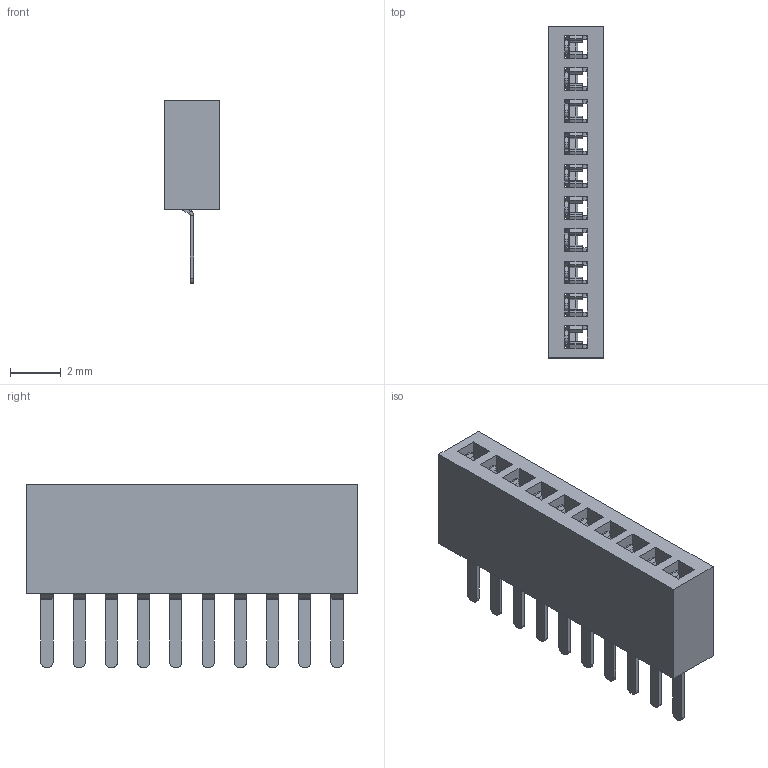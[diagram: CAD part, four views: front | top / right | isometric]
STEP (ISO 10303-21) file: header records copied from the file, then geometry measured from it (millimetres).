
FILE_DESCRIPTION(('FreeCAD Model'),'2;1');
FILE_NAME('socket1x14.step','2016-10-26T12:50:49',('Author'),(''), 'Open CASCADE STEP processor 6.8','FreeCAD','Unknown');
FILE_SCHEMA(('AUTOMOTIVE_DESIGN_CC2 { 1 2 10303 214 -1 1 5 4 }'));
Length unit declared in the file: millimetre
Products named in the file (2): ASSEMBLY; socket1x14
Assembly tree (1 placements, depth 2):
  ASSEMBLY
    socket1x14
Bounding box: 2.2 x 13.07 x 7.2 mm (x, y, z)
Volume: 101.5 mm3; surface area: 537 mm2
Topology: 11 solids, 11 shells, 866 faces, 2132 edges, 1288 vertices
Faces by surface type: plane 606, cylinder 260
Entity records: 61065 total; most frequent: CARTESIAN_POINT 13112, DIRECTION 7612, LINE 4656, VECTOR 4656, ORIENTED_EDGE 4264, PCURVE 4264, DEFINITIONAL_REPRESENTATION 4264, EDGE_CURVE 2132
